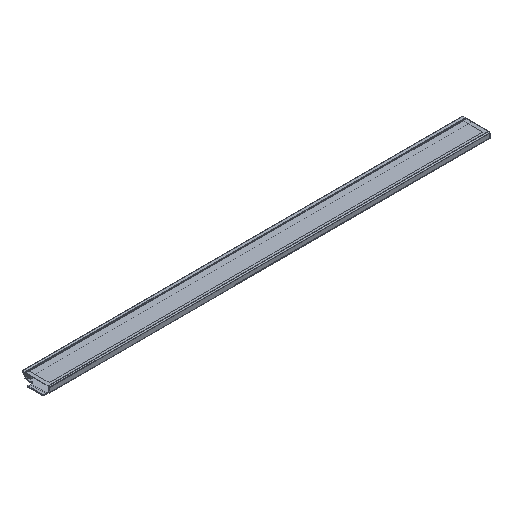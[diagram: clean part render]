
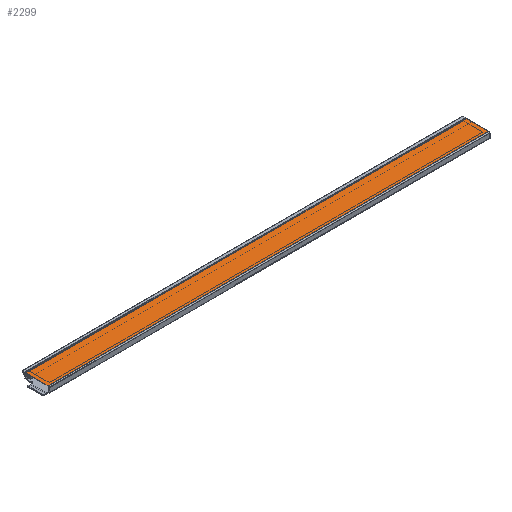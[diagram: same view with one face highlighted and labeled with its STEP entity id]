
A CAD part, isometric view. The second image highlights one B-rep face of the part: STEP entity #2299.
In plain terms, the highlighted planar face has unit normal (0, 0, 1).
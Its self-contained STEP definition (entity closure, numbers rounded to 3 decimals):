
#4 = CARTESIAN_POINT ( 'NONE',  ( -2., 0.7, 0. ) ) ;
#17 = PLANE ( 'NONE',  #1891 ) ;
#247 = EDGE_LOOP ( 'NONE', ( #2353, #1382, #2456, #321 ) ) ;
#321 = ORIENTED_EDGE ( 'NONE', *, *, #1490, .T. ) ;
#417 = CARTESIAN_POINT ( 'NONE',  ( -2., 0., 0. ) ) ;
#709 = EDGE_CURVE ( 'NONE', #1292, #1213, #2818, .T. ) ;
#723 = CARTESIAN_POINT ( 'NONE',  ( 246.8, 0., 0. ) ) ;
#728 = EDGE_CURVE ( 'NONE', #2331, #2578, #2639, .T. ) ;
#810 = CARTESIAN_POINT ( 'NONE',  ( 246.8, 13.4, 0. ) ) ;
#868 = DIRECTION ( 'NONE',  ( -1., 0., 0. ) ) ;
#936 = LINE ( 'NONE', #417, #2231 ) ;
#1023 = VECTOR ( 'NONE', #868, 1000. ) ;
#1078 = VECTOR ( 'NONE', #2709, 1000. ) ;
#1094 = CARTESIAN_POINT ( 'NONE',  ( -2., 13.4, 0. ) ) ;
#1181 = CARTESIAN_POINT ( 'NONE',  ( 0., 0., 0. ) ) ;
#1197 = DIRECTION ( 'NONE',  ( 0., 0., -1. ) ) ;
#1213 = VERTEX_POINT ( 'NONE', #1271 ) ;
#1271 = CARTESIAN_POINT ( 'NONE',  ( -2., 13.4, 0. ) ) ;
#1292 = VERTEX_POINT ( 'NONE', #810 ) ;
#1382 = ORIENTED_EDGE ( 'NONE', *, *, #1602, .T. ) ;
#1490 = EDGE_CURVE ( 'NONE', #1213, #2331, #936, .T. ) ;
#1536 = DIRECTION ( 'NONE',  ( 1., 0., 0. ) ) ;
#1602 = EDGE_CURVE ( 'NONE', #2578, #1292, #2838, .T. ) ;
#1620 = VECTOR ( 'NONE', #1536, 1000. ) ;
#1891 = AXIS2_PLACEMENT_3D ( 'NONE', #1181, #1197, #2482 ) ;
#1975 = CARTESIAN_POINT ( 'NONE',  ( -2., 0.7, 0. ) ) ;
#1979 = DIRECTION ( 'NONE',  ( 0., -1., 0. ) ) ;
#2048 = FACE_OUTER_BOUND ( 'NONE', #247, .T. ) ;
#2070 = CARTESIAN_POINT ( 'NONE',  ( 246.8, 0.7, 0. ) ) ;
#2231 = VECTOR ( 'NONE', #1979, 1000. ) ;
#2299 = ADVANCED_FACE ( 'NONE', ( #2048 ), #17, .F. ) ;
#2331 = VERTEX_POINT ( 'NONE', #4 ) ;
#2353 = ORIENTED_EDGE ( 'NONE', *, *, #728, .T. ) ;
#2456 = ORIENTED_EDGE ( 'NONE', *, *, #709, .T. ) ;
#2482 = DIRECTION ( 'NONE',  ( -1., 0., 0. ) ) ;
#2578 = VERTEX_POINT ( 'NONE', #2070 ) ;
#2639 = LINE ( 'NONE', #1975, #1620 ) ;
#2709 = DIRECTION ( 'NONE',  ( 0., 1., 0. ) ) ;
#2818 = LINE ( 'NONE', #1094, #1023 ) ;
#2838 = LINE ( 'NONE', #723, #1078 ) ;
